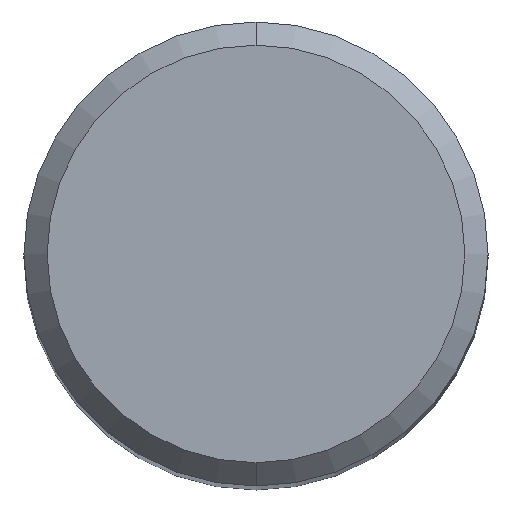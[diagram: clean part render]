
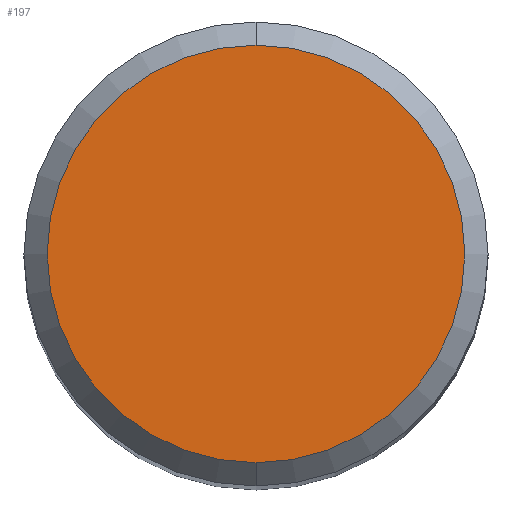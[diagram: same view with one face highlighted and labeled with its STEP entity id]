
A CAD part, top view. The second image highlights one B-rep face of the part: STEP entity #197.
In plain terms, the highlighted planar face has unit normal (0, 0, 1).
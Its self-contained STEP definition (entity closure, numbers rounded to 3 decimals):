
#117=EDGE_CURVE('',#219,#151,#269,.T.);
#137=EDGE_CURVE('',#151,#219,#290,.T.);
#151=VERTEX_POINT('',#305);
#197=ADVANCED_FACE('',(#361),#362,.T.);
#219=VERTEX_POINT('',#387);
#269=CIRCLE('',#438,3.6);
#290=CIRCLE('',#466,3.6);
#305=CARTESIAN_POINT('',(0.0,3.6,0.0));
#361=FACE_OUTER_BOUND('',#547,.T.);
#362=PLANE('',#548);
#387=CARTESIAN_POINT('',(0.,-3.6,0.0));
#438=AXIS2_PLACEMENT_3D('',#622,#623,#624);
#466=AXIS2_PLACEMENT_3D('',#641,#642,#643);
#547=EDGE_LOOP('',(#746,#747));
#548=AXIS2_PLACEMENT_3D('',#748,#749,#750);
#622=CARTESIAN_POINT('',(0.0,0.0,0.0));
#623=DIRECTION('',(0.0,0.0,-1.0));
#624=DIRECTION('',(0.0,1.0,0.0));
#641=CARTESIAN_POINT('',(0.0,0.0,0.0));
#642=DIRECTION('',(0.0,0.0,-1.0));
#643=DIRECTION('',(0.0,1.0,0.0));
#746=ORIENTED_EDGE('',*,*,#137,.F.);
#747=ORIENTED_EDGE('',*,*,#117,.F.);
#748=CARTESIAN_POINT('',(0.0,1.8,0.0));
#749=DIRECTION('',(-0.0,0.0,1.0));
#750=DIRECTION('',(0.0,-1.0,0.0));
